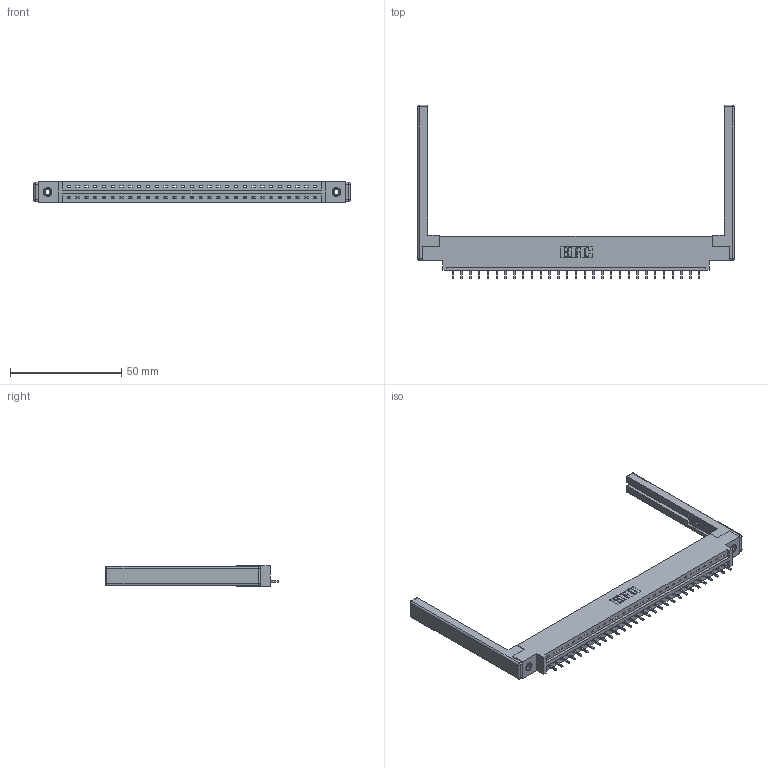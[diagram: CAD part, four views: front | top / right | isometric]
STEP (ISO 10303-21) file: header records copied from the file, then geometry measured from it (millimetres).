
FILE_DESCRIPTION (( 'STEP AP203' ), '1' );
FILE_NAME ('387-029-521-668.STEP', '2019-10-03T16:53:42', ( '' ), ( '' ), 'SwSTEP 2.0', 'SolidWorks 2016', '' );
FILE_SCHEMA (( 'CONFIG_CONTROL_DESIGN' ));
Length unit declared in the file: inch
Products named in the file (5): 307-220-068; 387-029-521-668; 345-250-001_345-250-001-102; 337 Part_0.170 Offset - 0.156 Dia-TI; 345-292-001_345-293-121
Assembly tree (34 placements, depth 2):
  387-029-521-668
    337 Part_0.170 Offset - 0.156 Dia-TI
    345-292-001_345-293-121  x29
    345-250-001_345-250-001-102  x2
    307-220-068  x2
Bounding box: 142.34 x 78.11 x 9.4 mm (x, y, z)
Volume: 18822.5 mm3; surface area: 18679.8 mm2
Topology: 34 solids, 34 shells, 2070 faces, 6165 edges, 4050 vertices
Faces by surface type: plane 1496, cylinder 550, cone 12, sphere 8, torus 4
Entity records: 26148 total; most frequent: CARTESIAN_POINT 4510, ORIENTED_EDGE 4464, DIRECTION 3896, EDGE_CURVE 2232, LINE 2054, VECTOR 2054, VERTEX_POINT 1478, AXIS2_PLACEMENT_3D 921
